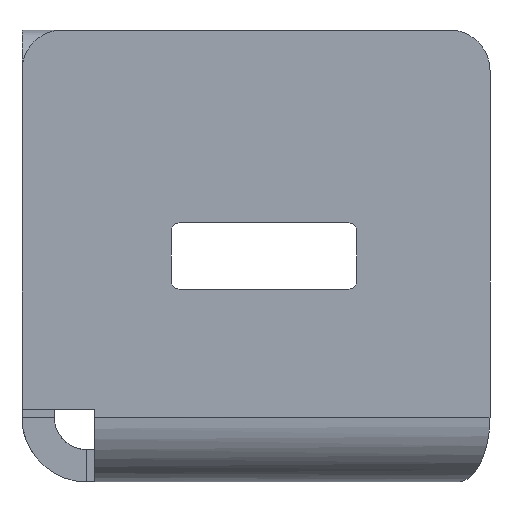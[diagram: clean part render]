
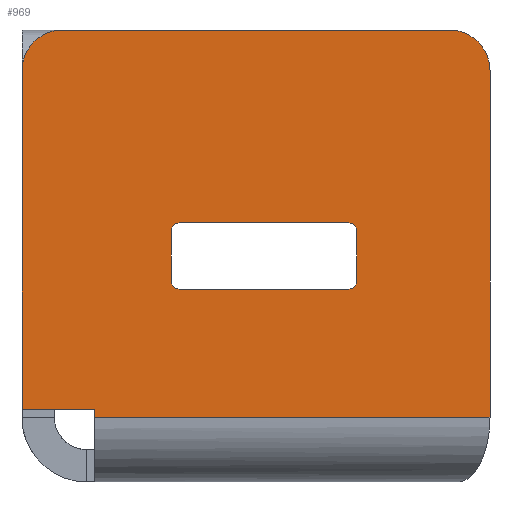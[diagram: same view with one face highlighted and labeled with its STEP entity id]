
A CAD part, front view. The second image highlights one B-rep face of the part: STEP entity #969.
In plain terms, the highlighted planar face has unit normal (0, -1, 0).
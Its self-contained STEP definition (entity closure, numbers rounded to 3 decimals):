
#1 = VERTEX_POINT ( 'NONE', #1069 ) ;
#4 = EDGE_CURVE ( 'NONE', #12, #1017, #891, .T. ) ;
#12 = VERTEX_POINT ( 'NONE', #430 ) ;
#26 = CARTESIAN_POINT ( 'NONE',  ( 18.5, 0., 31.1 ) ) ;
#59 = LINE ( 'NONE', #308, #621 ) ;
#67 = ORIENTED_EDGE ( 'NONE', *, *, #150, .T. ) ;
#71 = ORIENTED_EDGE ( 'NONE', *, *, #987, .T. ) ;
#75 = CARTESIAN_POINT ( 'NONE',  ( 19.5, 0., 24.9 ) ) ;
#93 = CARTESIAN_POINT ( 'NONE',  ( 19.5, 0., 32.1 ) ) ;
#104 = VECTOR ( 'NONE', #161, 1000. ) ;
#121 = CARTESIAN_POINT ( 'NONE',  ( 53., 0., 56. ) ) ;
#130 = CIRCLE ( 'NONE', #248, 1. ) ;
#134 = ORIENTED_EDGE ( 'NONE', *, *, #1215, .T. ) ;
#150 = EDGE_CURVE ( 'NONE', #154, #769, #1259, .T. ) ;
#154 = VERTEX_POINT ( 'NONE', #93 ) ;
#161 = DIRECTION ( 'NONE',  ( 0., 0., -1. ) ) ;
#182 = VECTOR ( 'NONE', #773, 1000. ) ;
#211 = DIRECTION ( 'NONE',  ( 0., 1., 0. ) ) ;
#226 = ORIENTED_EDGE ( 'NONE', *, *, #1104, .T. ) ;
#231 = DIRECTION ( 'NONE',  ( 0., 0., 1. ) ) ;
#241 = DIRECTION ( 'NONE',  ( 0., -1., 0. ) ) ;
#244 = CARTESIAN_POINT ( 'NONE',  ( 58., 0., 8. ) ) ;
#248 = AXIS2_PLACEMENT_3D ( 'NONE', #75, #1403, #805 ) ;
#254 = VECTOR ( 'NONE', #988, 1000. ) ;
#261 = VERTEX_POINT ( 'NONE', #660 ) ;
#276 = VERTEX_POINT ( 'NONE', #1143 ) ;
#292 = CARTESIAN_POINT ( 'NONE',  ( 9., 0., 56. ) ) ;
#295 = LINE ( 'NONE', #523, #254 ) ;
#304 = EDGE_CURVE ( 'NONE', #1, #717, #1418, .T. ) ;
#308 = CARTESIAN_POINT ( 'NONE',  ( 18.5, 0., 56. ) ) ;
#309 = CARTESIAN_POINT ( 'NONE',  ( 0., 0., 56. ) ) ;
#313 = ORIENTED_EDGE ( 'NONE', *, *, #1170, .T. ) ;
#319 = VERTEX_POINT ( 'NONE', #1533 ) ;
#357 = VERTEX_POINT ( 'NONE', #244 ) ;
#365 = DIRECTION ( 'NONE',  ( 0., -1., 0. ) ) ;
#387 = DIRECTION ( 'NONE',  ( 0., 0., -1. ) ) ;
#396 = EDGE_CURVE ( 'NONE', #769, #1204, #839, .T. ) ;
#406 = AXIS2_PLACEMENT_3D ( 'NONE', #715, #365, #704 ) ;
#412 = ORIENTED_EDGE ( 'NONE', *, *, #687, .T. ) ;
#430 = CARTESIAN_POINT ( 'NONE',  ( 40.5, 0., 23.9 ) ) ;
#433 = VERTEX_POINT ( 'NONE', #508 ) ;
#443 = FACE_OUTER_BOUND ( 'NONE', #1189, .T. ) ;
#479 = CIRCLE ( 'NONE', #406, 5. ) ;
#493 = ORIENTED_EDGE ( 'NONE', *, *, #304, .F. ) ;
#508 = CARTESIAN_POINT ( 'NONE',  ( 9., 0., 9. ) ) ;
#514 = EDGE_LOOP ( 'NONE', ( #913, #935, #1317, #1085, #71, #134, #1149, #67 ) ) ;
#523 = CARTESIAN_POINT ( 'NONE',  ( 0., 0., 8. ) ) ;
#542 = CARTESIAN_POINT ( 'NONE',  ( 19.5, 0., 23.9 ) ) ;
#561 = CARTESIAN_POINT ( 'NONE',  ( 19.5, 0., 31.1 ) ) ;
#573 = VECTOR ( 'NONE', #1153, 1000. ) ;
#581 = CARTESIAN_POINT ( 'NONE',  ( 0., 0., 56. ) ) ;
#583 = EDGE_CURVE ( 'NONE', #357, #954, #295, .T. ) ;
#603 = DIRECTION ( 'NONE',  ( 0., 1., 0. ) ) ;
#621 = VECTOR ( 'NONE', #1129, 1000. ) ;
#623 = EDGE_CURVE ( 'NONE', #276, #357, #997, .T. ) ;
#660 = CARTESIAN_POINT ( 'NONE',  ( 18.5, 0., 24.9 ) ) ;
#676 = VERTEX_POINT ( 'NONE', #1532 ) ;
#678 = PLANE ( 'NONE',  #1243 ) ;
#687 = EDGE_CURVE ( 'NONE', #1, #319, #1144, .T. ) ;
#695 = EDGE_CURVE ( 'NONE', #276, #717, #479, .T. ) ;
#696 = EDGE_CURVE ( 'NONE', #1204, #676, #851, .T. ) ;
#698 = AXIS2_PLACEMENT_3D ( 'NONE', #735, #1057, #707 ) ;
#704 = DIRECTION ( 'NONE',  ( 0., 0., 1. ) ) ;
#707 = DIRECTION ( 'NONE',  ( 0., 0., 1. ) ) ;
#715 = CARTESIAN_POINT ( 'NONE',  ( 53., 0., 51. ) ) ;
#717 = VERTEX_POINT ( 'NONE', #121 ) ;
#718 = CARTESIAN_POINT ( 'NONE',  ( 40.5, 0., 31.1 ) ) ;
#730 = VERTEX_POINT ( 'NONE', #26 ) ;
#735 = CARTESIAN_POINT ( 'NONE',  ( 40.5, 0., 24.9 ) ) ;
#762 = DIRECTION ( 'NONE',  ( 0., 0., -1. ) ) ;
#769 = VERTEX_POINT ( 'NONE', #1000 ) ;
#773 = DIRECTION ( 'NONE',  ( 0., 0., -1. ) ) ;
#782 = CARTESIAN_POINT ( 'NONE',  ( 0., 0., 56. ) ) ;
#805 = DIRECTION ( 'NONE',  ( 0., 0., 1. ) ) ;
#809 = DIRECTION ( 'NONE',  ( 0., 1., 0. ) ) ;
#831 = ORIENTED_EDGE ( 'NONE', *, *, #695, .T. ) ;
#839 = CIRCLE ( 'NONE', #1297, 1. ) ;
#851 = LINE ( 'NONE', #1331, #1345 ) ;
#871 = VECTOR ( 'NONE', #1405, 1000. ) ;
#878 = LINE ( 'NONE', #292, #104 ) ;
#882 = CARTESIAN_POINT ( 'NONE',  ( 58., 0., 56. ) ) ;
#890 = ORIENTED_EDGE ( 'NONE', *, *, #623, .F. ) ;
#891 = LINE ( 'NONE', #1372, #1366 ) ;
#896 = EDGE_CURVE ( 'NONE', #319, #1494, #1367, .T. ) ;
#913 = ORIENTED_EDGE ( 'NONE', *, *, #396, .T. ) ;
#914 = CARTESIAN_POINT ( 'NONE',  ( 0., 0., 9. ) ) ;
#917 = CARTESIAN_POINT ( 'NONE',  ( 9., 0., 8. ) ) ;
#935 = ORIENTED_EDGE ( 'NONE', *, *, #696, .T. ) ;
#944 = VECTOR ( 'NONE', #762, 1000. ) ;
#953 = DIRECTION ( 'NONE',  ( 0., 0., 1. ) ) ;
#954 = VERTEX_POINT ( 'NONE', #917 ) ;
#969 = ADVANCED_FACE ( 'NONE', ( #443, #1386 ), #678, .F. ) ;
#979 = ORIENTED_EDGE ( 'NONE', *, *, #896, .T. ) ;
#987 = EDGE_CURVE ( 'NONE', #1017, #261, #130, .T. ) ;
#988 = DIRECTION ( 'NONE',  ( -1., 0., 0. ) ) ;
#996 = AXIS2_PLACEMENT_3D ( 'NONE', #1308, #241, #953 ) ;
#997 = LINE ( 'NONE', #882, #944 ) ;
#1000 = CARTESIAN_POINT ( 'NONE',  ( 40.5, 0., 32.1 ) ) ;
#1011 = EDGE_CURVE ( 'NONE', #730, #154, #1514, .T. ) ;
#1017 = VERTEX_POINT ( 'NONE', #542 ) ;
#1028 = CARTESIAN_POINT ( 'NONE',  ( 0., 0., 32.1 ) ) ;
#1057 = DIRECTION ( 'NONE',  ( 0., 1., 0. ) ) ;
#1069 = CARTESIAN_POINT ( 'NONE',  ( 5., 0., 56. ) ) ;
#1079 = DIRECTION ( 'NONE',  ( 0., 0., 1. ) ) ;
#1085 = ORIENTED_EDGE ( 'NONE', *, *, #4, .T. ) ;
#1104 = EDGE_CURVE ( 'NONE', #1494, #433, #1479, .T. ) ;
#1128 = DIRECTION ( 'NONE',  ( -1., 0., 0. ) ) ;
#1129 = DIRECTION ( 'NONE',  ( 0., 0., 1. ) ) ;
#1140 = AXIS2_PLACEMENT_3D ( 'NONE', #561, #809, #231 ) ;
#1143 = CARTESIAN_POINT ( 'NONE',  ( 58., 0., 51. ) ) ;
#1144 = CIRCLE ( 'NONE', #996, 5. ) ;
#1149 = ORIENTED_EDGE ( 'NONE', *, *, #1011, .T. ) ;
#1153 = DIRECTION ( 'NONE',  ( 1., 0., 0. ) ) ;
#1170 = EDGE_CURVE ( 'NONE', #433, #954, #878, .T. ) ;
#1189 = EDGE_LOOP ( 'NONE', ( #493, #412, #979, #226, #313, #1277, #890, #831 ) ) ;
#1204 = VERTEX_POINT ( 'NONE', #1485 ) ;
#1215 = EDGE_CURVE ( 'NONE', #261, #730, #59, .T. ) ;
#1243 = AXIS2_PLACEMENT_3D ( 'NONE', #782, #211, #1496 ) ;
#1259 = LINE ( 'NONE', #1028, #573 ) ;
#1277 = ORIENTED_EDGE ( 'NONE', *, *, #583, .F. ) ;
#1297 = AXIS2_PLACEMENT_3D ( 'NONE', #718, #603, #1079 ) ;
#1308 = CARTESIAN_POINT ( 'NONE',  ( 5., 0., 51. ) ) ;
#1317 = ORIENTED_EDGE ( 'NONE', *, *, #1337, .T. ) ;
#1319 = VECTOR ( 'NONE', #1465, 1000. ) ;
#1331 = CARTESIAN_POINT ( 'NONE',  ( 41.5, 0., 56. ) ) ;
#1337 = EDGE_CURVE ( 'NONE', #676, #12, #1364, .T. ) ;
#1345 = VECTOR ( 'NONE', #387, 1000. ) ;
#1346 = CARTESIAN_POINT ( 'NONE',  ( 0., 0., 9. ) ) ;
#1364 = CIRCLE ( 'NONE', #698, 1. ) ;
#1366 = VECTOR ( 'NONE', #1128, 1000. ) ;
#1367 = LINE ( 'NONE', #309, #182 ) ;
#1372 = CARTESIAN_POINT ( 'NONE',  ( 0., 0., 23.9 ) ) ;
#1386 = FACE_BOUND ( 'NONE', #514, .T. ) ;
#1403 = DIRECTION ( 'NONE',  ( 0., 1., 0. ) ) ;
#1405 = DIRECTION ( 'NONE',  ( 1., 0., 0. ) ) ;
#1418 = LINE ( 'NONE', #581, #871 ) ;
#1465 = DIRECTION ( 'NONE',  ( 1., 0., 0. ) ) ;
#1479 = LINE ( 'NONE', #1346, #1319 ) ;
#1485 = CARTESIAN_POINT ( 'NONE',  ( 41.5, 0., 31.1 ) ) ;
#1494 = VERTEX_POINT ( 'NONE', #914 ) ;
#1496 = DIRECTION ( 'NONE',  ( 0., 0., 1. ) ) ;
#1514 = CIRCLE ( 'NONE', #1140, 1. ) ;
#1532 = CARTESIAN_POINT ( 'NONE',  ( 41.5, 0., 24.9 ) ) ;
#1533 = CARTESIAN_POINT ( 'NONE',  ( 0., 0., 51. ) ) ;
